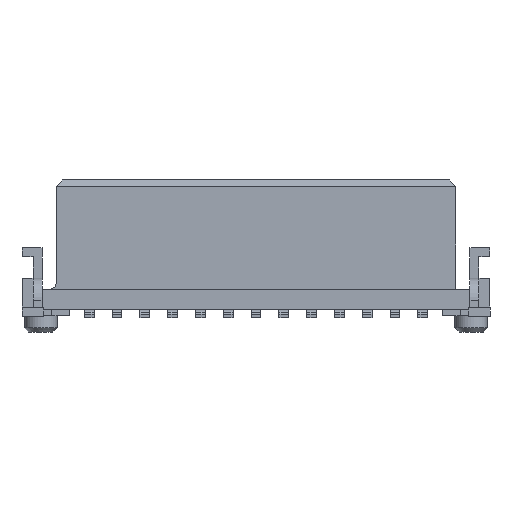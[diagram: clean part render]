
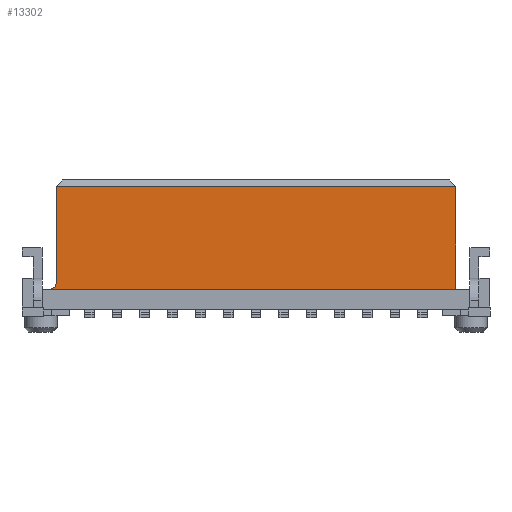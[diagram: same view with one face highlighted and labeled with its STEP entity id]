
A CAD part, front view. The second image highlights one B-rep face of the part: STEP entity #13302.
In plain terms, the highlighted planar face has unit normal (0, -1, 0).
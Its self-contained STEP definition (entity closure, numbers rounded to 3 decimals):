
#7268=CARTESIAN_POINT('',(-9.13,-1.525,1.598));
#7269=VERTEX_POINT('',#7268);
#7270=CARTESIAN_POINT('',(-9.43,-1.525,1.298));
#7271=VERTEX_POINT('',#7270);
#7272=CARTESIAN_POINT('',(-9.43,-1.525,1.598));
#7273=DIRECTION('',(0.0,1.0,0.0));
#7274=DIRECTION('',(0.0,0.0,-1.0));
#7275=AXIS2_PLACEMENT_3D('',#7272,#7273,#7274);
#7276=CIRCLE('',#7275,0.3);
#7277=EDGE_CURVE('',#7269,#7271,#7276,.T.);
#7412=CARTESIAN_POINT('',(-9.13,-1.525,5.998));
#7413=VERTEX_POINT('',#7412);
#7443=CARTESIAN_POINT('',(9.13,-1.525,5.998));
#7444=VERTEX_POINT('',#7443);
#7445=CARTESIAN_POINT('',(9.13,-1.525,5.998));
#7446=DIRECTION('',(-1.0,0.0,0.0));
#7447=VECTOR('',#7446,18.26);
#7448=LINE('',#7445,#7447);
#7449=EDGE_CURVE('',#7444,#7413,#7448,.T.);
#7612=CARTESIAN_POINT('',(-9.13,-1.525,5.998));
#7613=DIRECTION('',(0.0,0.0,-1.0));
#7614=VECTOR('',#7613,4.4);
#7615=LINE('',#7612,#7614);
#7616=EDGE_CURVE('',#7413,#7269,#7615,.T.);
#13080=CARTESIAN_POINT('',(9.13,-1.525,1.298));
#13081=VERTEX_POINT('',#13080);
#13082=CARTESIAN_POINT('',(9.13,-1.525,1.298));
#13083=DIRECTION('',(0.0,0.0,1.0));
#13084=VECTOR('',#13083,4.7);
#13085=LINE('',#13082,#13084);
#13086=EDGE_CURVE('',#13081,#7444,#13085,.T.);
#13104=CARTESIAN_POINT('',(9.13,-1.525,1.298));
#13105=DIRECTION('',(-1.0,0.0,0.0));
#13106=VECTOR('',#13105,18.56);
#13107=LINE('',#13104,#13106);
#13108=EDGE_CURVE('',#13081,#7271,#13107,.T.);
#13290=CARTESIAN_POINT('',(-0.15,-1.525,3.798));
#13291=DIRECTION('',(0.0,1.0,0.0));
#13292=DIRECTION('',(0.0,0.0,-1.0));
#13293=AXIS2_PLACEMENT_3D('',#13290,#13291,#13292);
#13294=PLANE('',#13293);
#13295=ORIENTED_EDGE('',*,*,#7277,.T.);
#13296=ORIENTED_EDGE('',*,*,#13108,.F.);
#13297=ORIENTED_EDGE('',*,*,#13086,.T.);
#13298=ORIENTED_EDGE('',*,*,#7449,.T.);
#13299=ORIENTED_EDGE('',*,*,#7616,.T.);
#13300=EDGE_LOOP('',(#13295,#13296,#13297,#13298,#13299));
#13301=FACE_OUTER_BOUND('',#13300,.T.);
#13302=ADVANCED_FACE('',(#13301),#13294,.F.);
